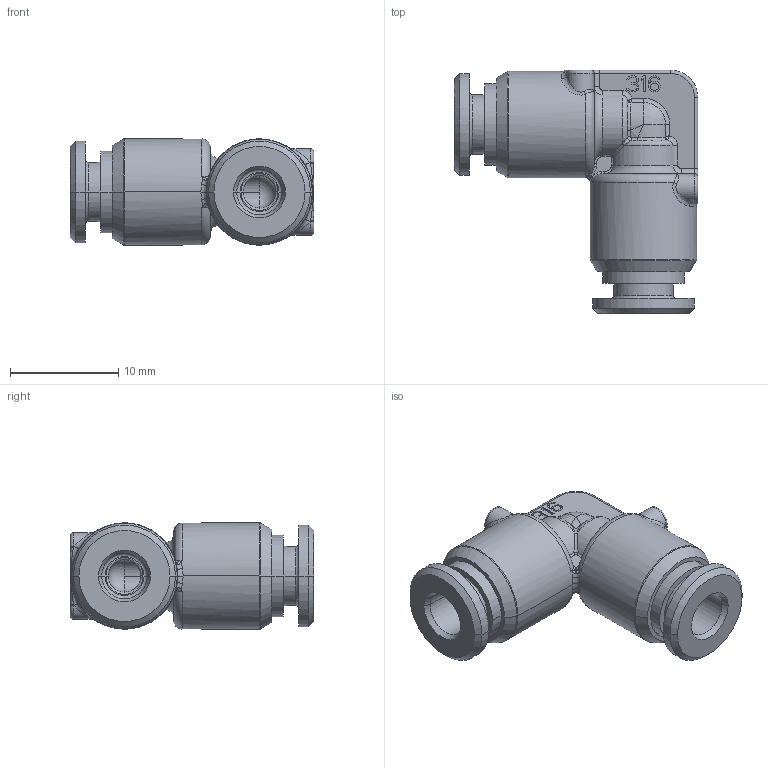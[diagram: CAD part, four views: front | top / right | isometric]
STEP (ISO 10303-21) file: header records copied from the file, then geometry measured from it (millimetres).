
FILE_DESCRIPTION(( 'MXM.28.04.04.stp' ), '1');
FILE_NAME( 'MXM.28.04.04.stp', '2019-06-19T15:10:44',( 'Sopra'),('sopra-pneumatic.com'), 'SwSTEP 2.0','SolidWorks 2009','' );
FILE_SCHEMA(('CONFIG_CONTROL_DESIGN'));
Length unit declared in the file: millimetre
Products named in the file (1): 384403B_955X4M-4FF
Bounding box: 22.45 x 22.45 x 9.8 mm (x, y, z)
Volume: 1586 mm3; surface area: 1917.2 mm2
Topology: 1 solids, 1 shells, 376 faces, 940 edges, 577 vertices
Faces by surface type: plane 164, cylinder 77, bspline 60, torus 50, cone 20, sphere 5
Entity records: 14527 total; most frequent: CARTESIAN_POINT 5823, ORIENTED_EDGE 1878, DIRECTION 1716, EDGE_CURVE 939, AXIS2_PLACEMENT_3D 595, VERTEX_POINT 577, VECTOR 526, LINE 526
